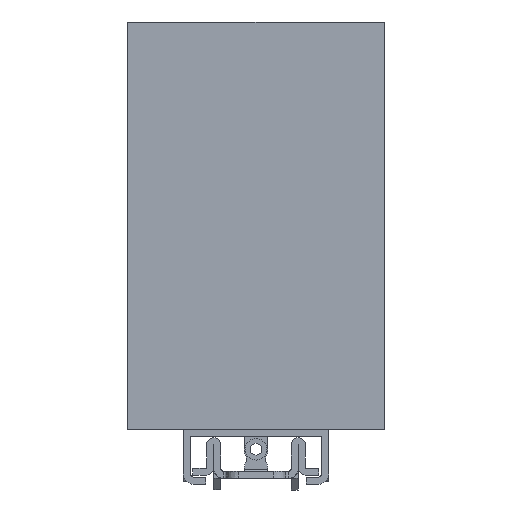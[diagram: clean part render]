
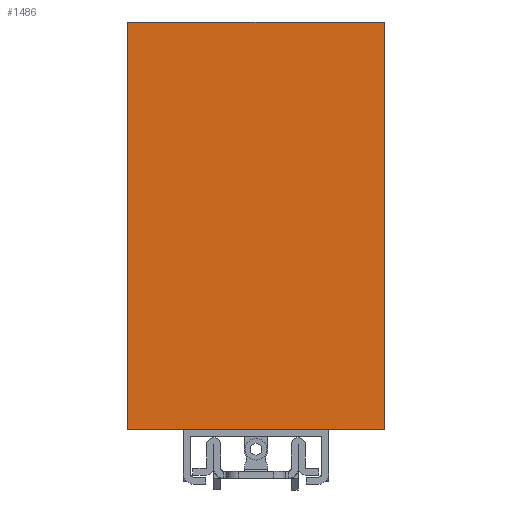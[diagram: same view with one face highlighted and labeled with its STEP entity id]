
A CAD part, front view. The second image highlights one B-rep face of the part: STEP entity #1486.
In plain terms, the highlighted planar face has unit normal (0, -1, 0).
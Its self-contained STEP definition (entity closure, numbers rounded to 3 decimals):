
#1478=AXIS2_PLACEMENT_3D('Plane Axis2P3D',#1475,#1476,#1477) ;
#859=CARTESIAN_POINT('Vertex',(44.,4.,10.4)) ;
#862=CARTESIAN_POINT('Line Origine',(22.,4.,10.4)) ;
#866=CARTESIAN_POINT('Vertex',(0.,4.,10.4)) ;
#921=CARTESIAN_POINT('Line Origine',(0.,4.,45.4)) ;
#925=CARTESIAN_POINT('Vertex',(0.,4.,80.4)) ;
#946=CARTESIAN_POINT('Line Origine',(22.,4.,80.4)) ;
#950=CARTESIAN_POINT('Vertex',(44.,4.,80.4)) ;
#1037=CARTESIAN_POINT('Line Origine',(44.,4.,45.4)) ;
#1475=CARTESIAN_POINT('Axis2P3D Location',(44.,4.,10.4)) ;
#863=DIRECTION('Vector Direction',(-1.,0.,0.)) ;
#922=DIRECTION('Vector Direction',(0.,0.,1.)) ;
#947=DIRECTION('Vector Direction',(-1.,0.,0.)) ;
#1038=DIRECTION('Vector Direction',(0.,0.,1.)) ;
#1476=DIRECTION('Axis2P3D Direction',(0.,1.,0.)) ;
#1477=DIRECTION('Axis2P3D XDirection',(-1.,0.,0.)) ;
#864=VECTOR('Line Direction',#863,1.) ;
#923=VECTOR('Line Direction',#922,1.) ;
#948=VECTOR('Line Direction',#947,1.) ;
#1039=VECTOR('Line Direction',#1038,1.) ;
#1481=ORIENTED_EDGE('',*,*,#952,.T.) ;
#1482=ORIENTED_EDGE('',*,*,#927,.F.) ;
#1483=ORIENTED_EDGE('',*,*,#868,.F.) ;
#1484=ORIENTED_EDGE('',*,*,#1041,.T.) ;
#1486=ADVANCED_FACE('SWITCH',(#1485),#1479,.F.) ;
#868=EDGE_CURVE('',#860,#867,#865,.T.) ;
#927=EDGE_CURVE('',#867,#926,#924,.T.) ;
#952=EDGE_CURVE('',#951,#926,#949,.T.) ;
#1041=EDGE_CURVE('',#860,#951,#1040,.T.) ;
#1480=EDGE_LOOP('',(#1481,#1482,#1483,#1484)) ;
#1485=FACE_OUTER_BOUND('',#1480,.T.) ;
#865=LINE('Line',#862,#864) ;
#924=LINE('Line',#921,#923) ;
#949=LINE('Line',#946,#948) ;
#1040=LINE('Line',#1037,#1039) ;
#1479=PLANE('',#1478) ;
#860=VERTEX_POINT('',#859) ;
#867=VERTEX_POINT('',#866) ;
#926=VERTEX_POINT('',#925) ;
#951=VERTEX_POINT('',#950) ;
